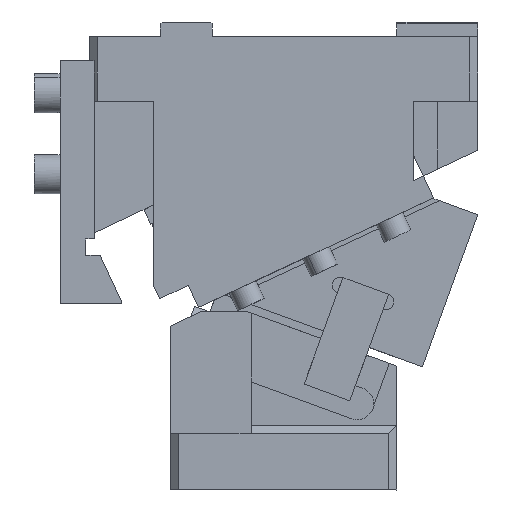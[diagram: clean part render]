
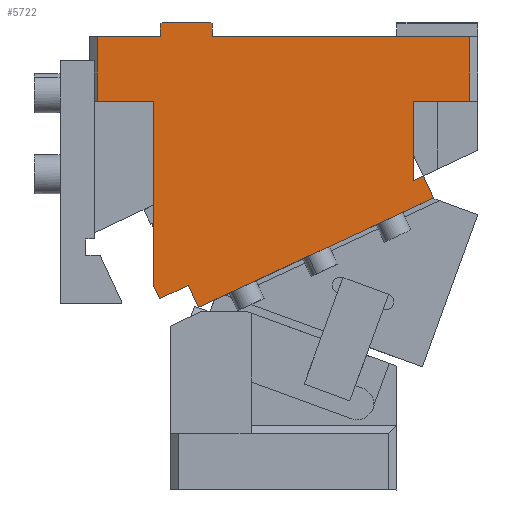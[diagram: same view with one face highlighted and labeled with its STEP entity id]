
A CAD part, front view. The second image highlights one B-rep face of the part: STEP entity #5722.
In plain terms, the highlighted planar face has unit normal (0, -1, 0).
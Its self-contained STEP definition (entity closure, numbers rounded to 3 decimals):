
#63=CARTESIAN_POINT('Vertex',(212.546,-80.,-99.631)) ;
#84=CARTESIAN_POINT('Vertex',(206.206,-80.,-86.037)) ;
#87=CARTESIAN_POINT('Line Origine',(209.376,-80.,-92.834)) ;
#139=CARTESIAN_POINT('Vertex',(40.,-80.,-154.339)) ;
#142=CARTESIAN_POINT('Line Origine',(40.,-80.,-151.216)) ;
#146=CARTESIAN_POINT('Vertex',(40.,-80.,-148.093)) ;
#149=CARTESIAN_POINT('Line Origine',(40.,-80.,-139.541)) ;
#153=CARTESIAN_POINT('Vertex',(40.,-80.,-130.99)) ;
#156=CARTESIAN_POINT('Line Origine',(40.,-80.,-118.577)) ;
#160=CARTESIAN_POINT('Vertex',(40.,-80.,-106.164)) ;
#163=CARTESIAN_POINT('Line Origine',(40.,-80.,-73.082)) ;
#167=CARTESIAN_POINT('Vertex',(40.,-80.,-40.)) ;
#228=CARTESIAN_POINT('Vertex',(5.,-80.,-40.)) ;
#231=CARTESIAN_POINT('Line Origine',(5.,-80.,-20.)) ;
#235=CARTESIAN_POINT('Vertex',(5.,-80.,0.)) ;
#270=CARTESIAN_POINT('Vertex',(44.,-80.,0.)) ;
#273=CARTESIAN_POINT('Line Origine',(44.,-80.,4.)) ;
#277=CARTESIAN_POINT('Vertex',(44.,-80.,8.)) ;
#317=CARTESIAN_POINT('Vertex',(45.,-80.,9.)) ;
#327=CARTESIAN_POINT('Line Origine',(44.5,-80.,8.5)) ;
#348=CARTESIAN_POINT('Vertex',(75.,-80.,9.)) ;
#358=CARTESIAN_POINT('Line Origine',(60.,-80.,9.)) ;
#396=CARTESIAN_POINT('Line Origine',(75.5,-80.,8.5)) ;
#400=CARTESIAN_POINT('Vertex',(76.,-80.,8.)) ;
#443=CARTESIAN_POINT('Line Origine',(76.,-80.,4.)) ;
#447=CARTESIAN_POINT('Vertex',(76.,-80.,0.)) ;
#475=CARTESIAN_POINT('Vertex',(235.,-80.,0.)) ;
#480=CARTESIAN_POINT('Line Origine',(235.,-80.,-20.)) ;
#484=CARTESIAN_POINT('Vertex',(235.,-80.,-40.)) ;
#5408=CARTESIAN_POINT('Vertex',(200.,-80.,-88.931)) ;
#5429=CARTESIAN_POINT('Vertex',(200.,-80.,-40.)) ;
#5432=CARTESIAN_POINT('Line Origine',(200.,-80.,-64.465)) ;
#5446=CARTESIAN_POINT('Line Origine',(217.5,-80.,-40.)) ;
#5483=CARTESIAN_POINT('Line Origine',(155.5,-80.,0.)) ;
#5535=CARTESIAN_POINT('Line Origine',(24.5,-80.,0.)) ;
#5563=CARTESIAN_POINT('Line Origine',(22.5,-80.,-40.)) ;
#5589=CARTESIAN_POINT('Vertex',(43.524,-80.,-161.897)) ;
#5592=CARTESIAN_POINT('Line Origine',(41.762,-80.,-158.118)) ;
#5609=CARTESIAN_POINT('Line Origine',(52.361,-80.,-157.776)) ;
#5613=CARTESIAN_POINT('Vertex',(61.197,-80.,-153.656)) ;
#5628=CARTESIAN_POINT('Line Origine',(64.367,-80.,-160.453)) ;
#5632=CARTESIAN_POINT('Vertex',(67.536,-80.,-167.25)) ;
#5653=CARTESIAN_POINT('Line Origine',(140.041,-80.,-133.441)) ;
#5677=CARTESIAN_POINT('Line Origine',(203.103,-80.,-87.484)) ;
#5693=CARTESIAN_POINT('Axis2P3D Location',(0.,-80.,0.)) ;
#88=DIRECTION('Vector Direction',(-0.423,0.,0.906)) ;
#143=DIRECTION('Vector Direction',(0.,0.,-1.)) ;
#150=DIRECTION('Vector Direction',(0.,0.,-1.)) ;
#157=DIRECTION('Vector Direction',(0.,0.,-1.)) ;
#164=DIRECTION('Vector Direction',(0.,0.,-1.)) ;
#232=DIRECTION('Vector Direction',(0.,0.,-1.)) ;
#274=DIRECTION('Vector Direction',(0.,0.,-1.)) ;
#328=DIRECTION('Vector Direction',(-0.707,0.,-0.707)) ;
#359=DIRECTION('Vector Direction',(-1.,0.,0.)) ;
#397=DIRECTION('Vector Direction',(-0.707,0.,0.707)) ;
#444=DIRECTION('Vector Direction',(0.,0.,1.)) ;
#481=DIRECTION('Vector Direction',(0.,0.,1.)) ;
#5433=DIRECTION('Vector Direction',(0.,0.,-1.)) ;
#5447=DIRECTION('Vector Direction',(-1.,0.,0.)) ;
#5484=DIRECTION('Vector Direction',(1.,0.,0.)) ;
#5536=DIRECTION('Vector Direction',(1.,0.,0.)) ;
#5564=DIRECTION('Vector Direction',(-1.,0.,0.)) ;
#5593=DIRECTION('Vector Direction',(-0.423,0.,0.906)) ;
#5610=DIRECTION('Vector Direction',(-0.906,0.,-0.423)) ;
#5629=DIRECTION('Vector Direction',(-0.423,0.,0.906)) ;
#5654=DIRECTION('Vector Direction',(-0.906,0.,-0.423)) ;
#5678=DIRECTION('Vector Direction',(0.906,0.,0.423)) ;
#5694=DIRECTION('Axis2P3D Direction',(0.,1.,0.)) ;
#5695=DIRECTION('Axis2P3D XDirection',(0.,0.,1.)) ;
#5696=AXIS2_PLACEMENT_3D('Plane Axis2P3D',#5693,#5694,#5695) ;
#5699=ORIENTED_EDGE('',*,*,#5436,.F.) ;
#5700=ORIENTED_EDGE('',*,*,#5450,.F.) ;
#5701=ORIENTED_EDGE('',*,*,#486,.T.) ;
#5702=ORIENTED_EDGE('',*,*,#5487,.F.) ;
#5703=ORIENTED_EDGE('',*,*,#449,.T.) ;
#5704=ORIENTED_EDGE('',*,*,#402,.T.) ;
#5705=ORIENTED_EDGE('',*,*,#362,.T.) ;
#5706=ORIENTED_EDGE('',*,*,#331,.T.) ;
#5707=ORIENTED_EDGE('',*,*,#279,.T.) ;
#5708=ORIENTED_EDGE('',*,*,#5539,.F.) ;
#5709=ORIENTED_EDGE('',*,*,#237,.T.) ;
#5710=ORIENTED_EDGE('',*,*,#5567,.F.) ;
#5711=ORIENTED_EDGE('',*,*,#169,.T.) ;
#5712=ORIENTED_EDGE('',*,*,#162,.T.) ;
#5713=ORIENTED_EDGE('',*,*,#155,.T.) ;
#5714=ORIENTED_EDGE('',*,*,#148,.T.) ;
#5715=ORIENTED_EDGE('',*,*,#5596,.F.) ;
#5716=ORIENTED_EDGE('',*,*,#5615,.F.) ;
#5717=ORIENTED_EDGE('',*,*,#5634,.F.) ;
#5718=ORIENTED_EDGE('',*,*,#5657,.F.) ;
#5719=ORIENTED_EDGE('',*,*,#91,.T.) ;
#5720=ORIENTED_EDGE('',*,*,#5681,.F.) ;
#89=VECTOR('Line Direction',#88,1.) ;
#144=VECTOR('Line Direction',#143,1.) ;
#151=VECTOR('Line Direction',#150,1.) ;
#158=VECTOR('Line Direction',#157,1.) ;
#165=VECTOR('Line Direction',#164,1.) ;
#233=VECTOR('Line Direction',#232,1.) ;
#275=VECTOR('Line Direction',#274,1.) ;
#329=VECTOR('Line Direction',#328,1.) ;
#360=VECTOR('Line Direction',#359,1.) ;
#398=VECTOR('Line Direction',#397,1.) ;
#445=VECTOR('Line Direction',#444,1.) ;
#482=VECTOR('Line Direction',#481,1.) ;
#5434=VECTOR('Line Direction',#5433,1.) ;
#5448=VECTOR('Line Direction',#5447,1.) ;
#5485=VECTOR('Line Direction',#5484,1.) ;
#5537=VECTOR('Line Direction',#5536,1.) ;
#5565=VECTOR('Line Direction',#5564,1.) ;
#5594=VECTOR('Line Direction',#5593,1.) ;
#5611=VECTOR('Line Direction',#5610,1.) ;
#5630=VECTOR('Line Direction',#5629,1.) ;
#5655=VECTOR('Line Direction',#5654,1.) ;
#5679=VECTOR('Line Direction',#5678,1.) ;
#5722=ADVANCED_FACE('CAM HOLDER',(#5721),#5697,.F.) ;
#91=EDGE_CURVE('',#64,#85,#90,.T.) ;
#148=EDGE_CURVE('',#147,#140,#145,.T.) ;
#155=EDGE_CURVE('',#154,#147,#152,.T.) ;
#162=EDGE_CURVE('',#161,#154,#159,.T.) ;
#169=EDGE_CURVE('',#168,#161,#166,.T.) ;
#237=EDGE_CURVE('',#236,#229,#234,.T.) ;
#279=EDGE_CURVE('',#278,#271,#276,.T.) ;
#331=EDGE_CURVE('',#318,#278,#330,.T.) ;
#362=EDGE_CURVE('',#349,#318,#361,.T.) ;
#402=EDGE_CURVE('',#401,#349,#399,.T.) ;
#449=EDGE_CURVE('',#448,#401,#446,.T.) ;
#486=EDGE_CURVE('',#485,#476,#483,.T.) ;
#5436=EDGE_CURVE('',#5430,#5409,#5435,.T.) ;
#5450=EDGE_CURVE('',#485,#5430,#5449,.T.) ;
#5487=EDGE_CURVE('',#448,#476,#5486,.T.) ;
#5539=EDGE_CURVE('',#236,#271,#5538,.T.) ;
#5567=EDGE_CURVE('',#168,#229,#5566,.T.) ;
#5596=EDGE_CURVE('',#5590,#140,#5595,.T.) ;
#5615=EDGE_CURVE('',#5614,#5590,#5612,.T.) ;
#5634=EDGE_CURVE('',#5633,#5614,#5631,.T.) ;
#5657=EDGE_CURVE('',#64,#5633,#5656,.T.) ;
#5681=EDGE_CURVE('',#5409,#85,#5680,.T.) ;
#5698=EDGE_LOOP('',(#5699,#5700,#5701,#5702,#5703,#5704,#5705,#5706,#5707,#5708,#5709,#5710,#5711,#5712,#5713,#5714,#5715,#5716,#5717,#5718,#5719,#5720)) ;
#5721=FACE_OUTER_BOUND('',#5698,.T.) ;
#90=LINE('Line',#87,#89) ;
#145=LINE('Line',#142,#144) ;
#152=LINE('Line',#149,#151) ;
#159=LINE('Line',#156,#158) ;
#166=LINE('Line',#163,#165) ;
#234=LINE('Line',#231,#233) ;
#276=LINE('Line',#273,#275) ;
#330=LINE('Line',#327,#329) ;
#361=LINE('Line',#358,#360) ;
#399=LINE('Line',#396,#398) ;
#446=LINE('Line',#443,#445) ;
#483=LINE('Line',#480,#482) ;
#5435=LINE('Line',#5432,#5434) ;
#5449=LINE('Line',#5446,#5448) ;
#5486=LINE('Line',#5483,#5485) ;
#5538=LINE('Line',#5535,#5537) ;
#5566=LINE('Line',#5563,#5565) ;
#5595=LINE('Line',#5592,#5594) ;
#5612=LINE('Line',#5609,#5611) ;
#5631=LINE('Line',#5628,#5630) ;
#5656=LINE('Line',#5653,#5655) ;
#5680=LINE('Line',#5677,#5679) ;
#5697=PLANE('Plane',#5696) ;
#64=VERTEX_POINT('',#63) ;
#85=VERTEX_POINT('',#84) ;
#140=VERTEX_POINT('',#139) ;
#147=VERTEX_POINT('',#146) ;
#154=VERTEX_POINT('',#153) ;
#161=VERTEX_POINT('',#160) ;
#168=VERTEX_POINT('',#167) ;
#229=VERTEX_POINT('',#228) ;
#236=VERTEX_POINT('',#235) ;
#271=VERTEX_POINT('',#270) ;
#278=VERTEX_POINT('',#277) ;
#318=VERTEX_POINT('',#317) ;
#349=VERTEX_POINT('',#348) ;
#401=VERTEX_POINT('',#400) ;
#448=VERTEX_POINT('',#447) ;
#476=VERTEX_POINT('',#475) ;
#485=VERTEX_POINT('',#484) ;
#5409=VERTEX_POINT('',#5408) ;
#5430=VERTEX_POINT('',#5429) ;
#5590=VERTEX_POINT('',#5589) ;
#5614=VERTEX_POINT('',#5613) ;
#5633=VERTEX_POINT('',#5632) ;
